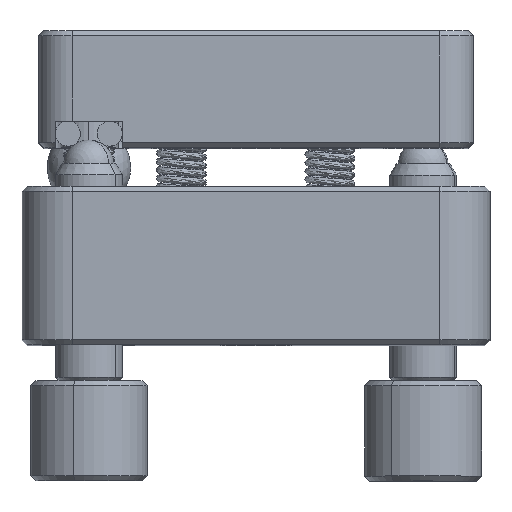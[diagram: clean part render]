
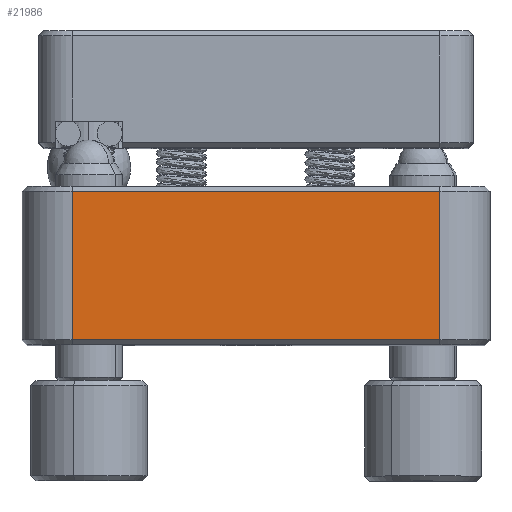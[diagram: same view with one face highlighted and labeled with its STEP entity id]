
A CAD part, top view. The second image highlights one B-rep face of the part: STEP entity #21986.
In plain terms, the highlighted planar face has unit normal (0, 0, 1).
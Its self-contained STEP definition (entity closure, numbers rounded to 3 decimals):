
#1862 = CARTESIAN_POINT ( 'NONE',  ( -1.937, -18.493, 28. ) ) ;
#1938 = VERTEX_POINT ( 'NONE', #1862 ) ;
#4438 = EDGE_CURVE ( 'NONE', #1938, #23985, #28587, .T. ) ;
#4475 = EDGE_LOOP ( 'NONE', ( #17294, #31703, #4842, #4822 ) ) ;
#4822 = ORIENTED_EDGE ( 'NONE', *, *, #14954, .T. ) ;
#4842 = ORIENTED_EDGE ( 'NONE', *, *, #15631, .T. ) ;
#5024 = VECTOR ( 'NONE', #32176, 1000. ) ;
#5928 = VECTOR ( 'NONE', #13935, 1000. ) ;
#6707 = VERTEX_POINT ( 'NONE', #25153 ) ;
#6987 = VECTOR ( 'NONE', #27570, 1000. ) ;
#8445 = LINE ( 'NONE', #18619, #5024 ) ;
#10467 = DIRECTION ( 'NONE',  ( 0., 1., 0. ) ) ;
#11239 = CARTESIAN_POINT ( 'NONE',  ( -1.937, -9.293, 28. ) ) ;
#13400 = AXIS2_PLACEMENT_3D ( 'NONE', #19075, #32739, #16442 ) ;
#13712 = CARTESIAN_POINT ( 'NONE',  ( 20.063, -18.493, 28. ) ) ;
#13742 = PLANE ( 'NONE',  #13400 ) ;
#13935 = DIRECTION ( 'NONE',  ( 0., -1., 0. ) ) ;
#14072 = EDGE_CURVE ( 'NONE', #26366, #1938, #34735, .T. ) ;
#14954 = EDGE_CURVE ( 'NONE', #6707, #26366, #8445, .T. ) ;
#15631 = EDGE_CURVE ( 'NONE', #23985, #6707, #26207, .T. ) ;
#16442 = DIRECTION ( 'NONE',  ( 0., 1., 0. ) ) ;
#17294 = ORIENTED_EDGE ( 'NONE', *, *, #14072, .T. ) ;
#18619 = CARTESIAN_POINT ( 'NONE',  ( -1.937, -9.593, 28. ) ) ;
#18944 = VECTOR ( 'NONE', #10467, 1000. ) ;
#19075 = CARTESIAN_POINT ( 'NONE',  ( -4.937, -9.293, 28. ) ) ;
#21986 = ADVANCED_FACE ( 'NONE', ( #26127 ), #13742, .F. ) ;
#23964 = CARTESIAN_POINT ( 'NONE',  ( 20.063, -9.293, 28. ) ) ;
#23985 = VERTEX_POINT ( 'NONE', #13712 ) ;
#24814 = CARTESIAN_POINT ( 'NONE',  ( -4.937, -18.493, 28. ) ) ;
#25153 = CARTESIAN_POINT ( 'NONE',  ( 20.063, -9.593, 28. ) ) ;
#26127 = FACE_OUTER_BOUND ( 'NONE', #4475, .T. ) ;
#26207 = LINE ( 'NONE', #23964, #18944 ) ;
#26366 = VERTEX_POINT ( 'NONE', #26904 ) ;
#26904 = CARTESIAN_POINT ( 'NONE',  ( -1.937, -9.593, 28. ) ) ;
#27570 = DIRECTION ( 'NONE',  ( 1., 0., 0. ) ) ;
#28587 = LINE ( 'NONE', #24814, #6987 ) ;
#31703 = ORIENTED_EDGE ( 'NONE', *, *, #4438, .T. ) ;
#32176 = DIRECTION ( 'NONE',  ( -1., 0., 0. ) ) ;
#32739 = DIRECTION ( 'NONE',  ( 0., 0., -1. ) ) ;
#34735 = LINE ( 'NONE', #11239, #5928 ) ;
